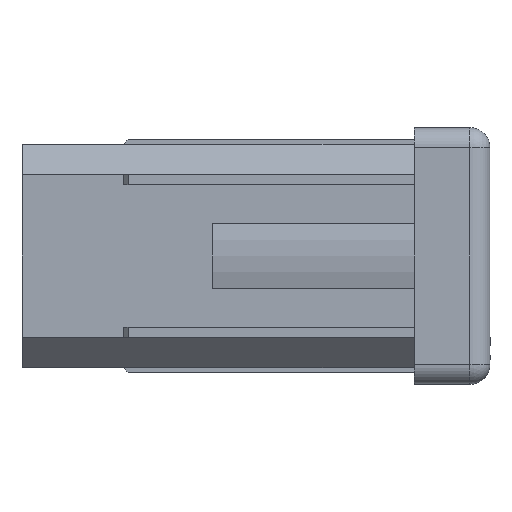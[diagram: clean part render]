
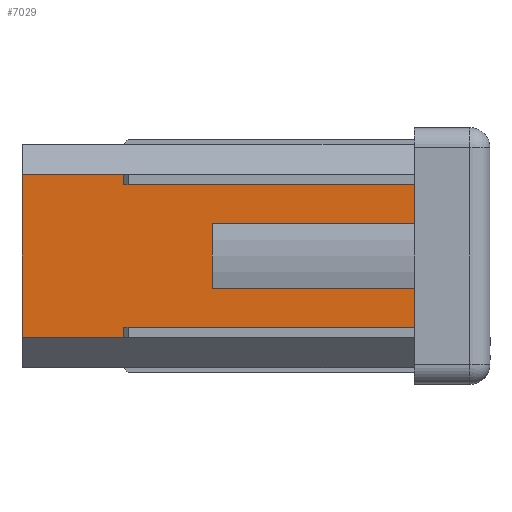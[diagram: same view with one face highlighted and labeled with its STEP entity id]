
A CAD part, left-side view. The second image highlights one B-rep face of the part: STEP entity #7029.
In plain terms, the highlighted planar face has unit normal (-1, 0, 0).
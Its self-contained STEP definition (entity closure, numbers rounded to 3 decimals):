
#53 = VECTOR ( 'NONE', #16562, 1000. ) ;
#820 = VERTEX_POINT ( 'NONE', #11344 ) ;
#1059 = CARTESIAN_POINT ( 'NONE',  ( -11.05, 7.5, -3.186 ) ) ;
#1086 = EDGE_LOOP ( 'NONE', ( #1675, #15409, #14970, #2563, #2872, #15445, #12929, #15095, #14739, #16799, #17614, #1512 ) ) ;
#1109 = VERTEX_POINT ( 'NONE', #1059 ) ;
#1373 = VECTOR ( 'NONE', #11554, 1000. ) ;
#1384 = CARTESIAN_POINT ( 'NONE',  ( -11.05, 7.5, 3.186 ) ) ;
#1512 = ORIENTED_EDGE ( 'NONE', *, *, #2369, .F. ) ;
#1675 = ORIENTED_EDGE ( 'NONE', *, *, #10285, .T. ) ;
#1827 = CARTESIAN_POINT ( 'NONE',  ( -11.05, 36.25, 11.05 ) ) ;
#1879 = CARTESIAN_POINT ( 'NONE',  ( -11.05, 27.5, -3.186 ) ) ;
#1898 = CARTESIAN_POINT ( 'NONE',  ( -11.05, 27.5, 3.186 ) ) ;
#1949 = EDGE_CURVE ( 'NONE', #2875, #9531, #10580, .T. ) ;
#2369 = EDGE_CURVE ( 'NONE', #12750, #12967, #10122, .T. ) ;
#2430 = DIRECTION ( 'NONE',  ( 0., 1., 0. ) ) ;
#2485 = LINE ( 'NONE', #5871, #17330 ) ;
#2563 = ORIENTED_EDGE ( 'NONE', *, *, #5603, .T. ) ;
#2872 = ORIENTED_EDGE ( 'NONE', *, *, #7736, .F. ) ;
#2875 = VERTEX_POINT ( 'NONE', #1384 ) ;
#2901 = LINE ( 'NONE', #16149, #9654 ) ;
#3080 = CARTESIAN_POINT ( 'NONE',  ( -11.05, 27.5, 3.186 ) ) ;
#3116 = LINE ( 'NONE', #1827, #5618 ) ;
#3122 = PLANE ( 'NONE',  #17605 ) ;
#3411 = DIRECTION ( 'NONE',  ( 0., -1., 0. ) ) ;
#3681 = CARTESIAN_POINT ( 'NONE',  ( -11.05, 46.3, -8.05 ) ) ;
#3801 = DIRECTION ( 'NONE',  ( 0., 1., 0. ) ) ;
#3951 = CARTESIAN_POINT ( 'NONE',  ( -11.05, 36.25, -7.05 ) ) ;
#4141 = EDGE_CURVE ( 'NONE', #8642, #17708, #3116, .T. ) ;
#4447 = CARTESIAN_POINT ( 'NONE',  ( -11.05, 7.5, 11.05 ) ) ;
#4781 = LINE ( 'NONE', #15367, #53 ) ;
#4790 = DIRECTION ( 'NONE',  ( 0., 0., 1. ) ) ;
#5064 = CARTESIAN_POINT ( 'NONE',  ( -11.05, 27.5, -3.186 ) ) ;
#5603 = EDGE_CURVE ( 'NONE', #14562, #1109, #17483, .T. ) ;
#5618 = VECTOR ( 'NONE', #12398, 1000. ) ;
#5813 = EDGE_CURVE ( 'NONE', #14938, #12967, #10169, .T. ) ;
#5840 = EDGE_CURVE ( 'NONE', #820, #14938, #4781, .T. ) ;
#5871 = CARTESIAN_POINT ( 'NONE',  ( -11.05, 46.3, -8.05 ) ) ;
#5889 = DIRECTION ( 'NONE',  ( 1., 0., 0. ) ) ;
#6171 = VECTOR ( 'NONE', #14866, 1000. ) ;
#6284 = CARTESIAN_POINT ( 'NONE',  ( -11.05, 7.5, 11.05 ) ) ;
#6813 = VECTOR ( 'NONE', #3411, 1000. ) ;
#7029 = ADVANCED_FACE ( 'NONE', ( #15162 ), #3122, .F. ) ;
#7221 = CARTESIAN_POINT ( 'NONE',  ( -11.05, 46.3, 11.05 ) ) ;
#7339 = DIRECTION ( 'NONE',  ( 0., 0., -1. ) ) ;
#7666 = DIRECTION ( 'NONE',  ( 0., 0., 1. ) ) ;
#7710 = LINE ( 'NONE', #5064, #6813 ) ;
#7736 = EDGE_CURVE ( 'NONE', #13214, #1109, #7710, .T. ) ;
#8135 = EDGE_CURVE ( 'NONE', #13214, #16102, #13081, .T. ) ;
#8310 = CARTESIAN_POINT ( 'NONE',  ( -11.05, 36.25, 8.05 ) ) ;
#8387 = VECTOR ( 'NONE', #3801, 1000. ) ;
#8642 = VERTEX_POINT ( 'NONE', #15465 ) ;
#8677 = CARTESIAN_POINT ( 'NONE',  ( -11.05, 7.5, -7.05 ) ) ;
#9027 = CARTESIAN_POINT ( 'NONE',  ( -11.05, 27.5, 11.05 ) ) ;
#9531 = VERTEX_POINT ( 'NONE', #10557 ) ;
#9654 = VECTOR ( 'NONE', #11985, 1000. ) ;
#10122 = LINE ( 'NONE', #7221, #1373 ) ;
#10169 = LINE ( 'NONE', #12400, #8387 ) ;
#10265 = VECTOR ( 'NONE', #2430, 1000. ) ;
#10280 = DIRECTION ( 'NONE',  ( 0., 0., 1. ) ) ;
#10285 = EDGE_CURVE ( 'NONE', #12750, #8642, #2485, .T. ) ;
#10497 = CARTESIAN_POINT ( 'NONE',  ( -11.05, 6.403, 7.05 ) ) ;
#10557 = CARTESIAN_POINT ( 'NONE',  ( -11.05, 7.5, 7.05 ) ) ;
#10580 = LINE ( 'NONE', #4447, #13504 ) ;
#11344 = CARTESIAN_POINT ( 'NONE',  ( -11.05, 36.25, 7.05 ) ) ;
#11554 = DIRECTION ( 'NONE',  ( 0., 0., 1. ) ) ;
#11556 = EDGE_CURVE ( 'NONE', #14562, #17708, #2901, .T. ) ;
#11985 = DIRECTION ( 'NONE',  ( 0., 1., 0. ) ) ;
#12398 = DIRECTION ( 'NONE',  ( 0., 0., 1. ) ) ;
#12400 = CARTESIAN_POINT ( 'NONE',  ( -11.05, 46.3, 8.05 ) ) ;
#12750 = VERTEX_POINT ( 'NONE', #3681 ) ;
#12929 = ORIENTED_EDGE ( 'NONE', *, *, #16554, .F. ) ;
#12967 = VERTEX_POINT ( 'NONE', #15440 ) ;
#13081 = LINE ( 'NONE', #9027, #17814 ) ;
#13214 = VERTEX_POINT ( 'NONE', #1879 ) ;
#13504 = VECTOR ( 'NONE', #10280, 1000. ) ;
#13669 = VECTOR ( 'NONE', #4790, 1000. ) ;
#13847 = LINE ( 'NONE', #1898, #6171 ) ;
#14344 = LINE ( 'NONE', #10497, #10265 ) ;
#14508 = CARTESIAN_POINT ( 'NONE',  ( -11.05, 46.3, 11.05 ) ) ;
#14562 = VERTEX_POINT ( 'NONE', #8677 ) ;
#14739 = ORIENTED_EDGE ( 'NONE', *, *, #18382, .T. ) ;
#14866 = DIRECTION ( 'NONE',  ( 0., 1., 0. ) ) ;
#14938 = VERTEX_POINT ( 'NONE', #8310 ) ;
#14970 = ORIENTED_EDGE ( 'NONE', *, *, #11556, .F. ) ;
#15095 = ORIENTED_EDGE ( 'NONE', *, *, #1949, .T. ) ;
#15162 = FACE_OUTER_BOUND ( 'NONE', #1086, .T. ) ;
#15367 = CARTESIAN_POINT ( 'NONE',  ( -11.05, 36.25, 11.05 ) ) ;
#15409 = ORIENTED_EDGE ( 'NONE', *, *, #4141, .T. ) ;
#15440 = CARTESIAN_POINT ( 'NONE',  ( -11.05, 46.3, 8.05 ) ) ;
#15445 = ORIENTED_EDGE ( 'NONE', *, *, #8135, .T. ) ;
#15465 = CARTESIAN_POINT ( 'NONE',  ( -11.05, 36.25, -8.05 ) ) ;
#15941 = DIRECTION ( 'NONE',  ( 0., -1., 0. ) ) ;
#16102 = VERTEX_POINT ( 'NONE', #3080 ) ;
#16149 = CARTESIAN_POINT ( 'NONE',  ( -11.05, 6.403, -7.05 ) ) ;
#16554 = EDGE_CURVE ( 'NONE', #2875, #16102, #13847, .T. ) ;
#16562 = DIRECTION ( 'NONE',  ( 0., 0., 1. ) ) ;
#16799 = ORIENTED_EDGE ( 'NONE', *, *, #5840, .T. ) ;
#17330 = VECTOR ( 'NONE', #15941, 1000. ) ;
#17483 = LINE ( 'NONE', #6284, #13669 ) ;
#17605 = AXIS2_PLACEMENT_3D ( 'NONE', #14508, #5889, #7339 ) ;
#17614 = ORIENTED_EDGE ( 'NONE', *, *, #5813, .T. ) ;
#17708 = VERTEX_POINT ( 'NONE', #3951 ) ;
#17814 = VECTOR ( 'NONE', #7666, 1000. ) ;
#18382 = EDGE_CURVE ( 'NONE', #9531, #820, #14344, .T. ) ;
